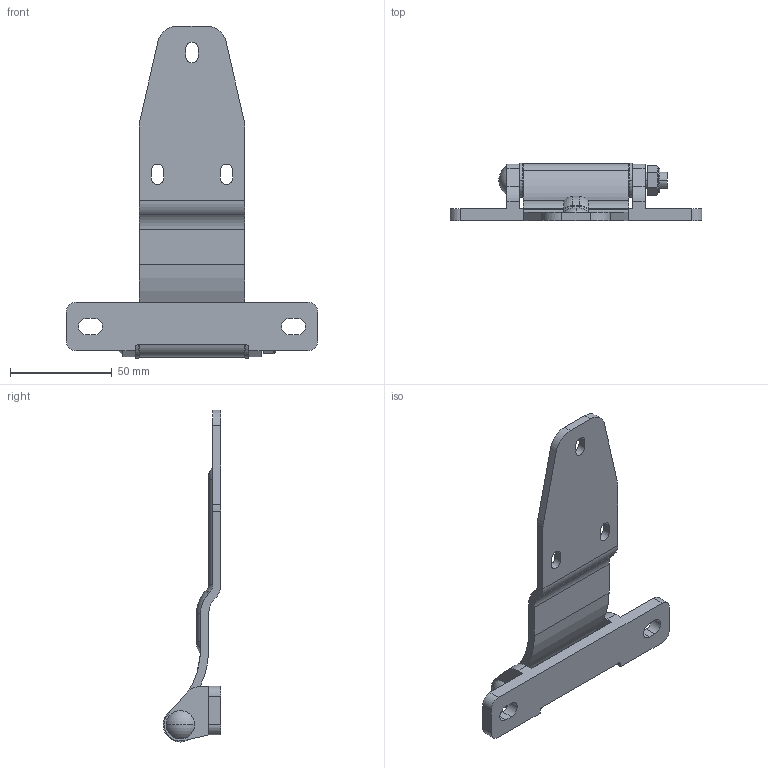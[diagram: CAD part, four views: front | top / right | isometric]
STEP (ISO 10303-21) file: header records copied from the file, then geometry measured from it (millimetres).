
FILE_DESCRIPTION (( 'STEP AP203' ), '1' );
FILE_NAME ('FB-1809-11.STEP', '2010-11-12T07:47:29', ( ' ' ), ( ' ' ), 'SwSTEP 2.0', 'SolidWorks 2007', '' );
FILE_SCHEMA (( 'CONFIG_CONTROL_DESIGN' ));
Length unit declared in the file: millimetre
Products named in the file (6): FB-1809-11僸儞僕庴__棉太倌; FB-1809-11僸儞僕__棉太倌; FB-1809-11; FB-1809-11僔儍僼僩__棉太倌; FB-1809-11儚僢僔儍乕__棉太倌; FB-1809-11僫僢僩__棉太倌
Assembly tree (6 placements, depth 2):
  FB-1809-11
    FB-1809-11僫僢僩__棉太倌
    FB-1809-11僸儞僕庴__棉太倌
    FB-1809-11僸儞僕__棉太倌
    FB-1809-11僔儍僼僩__棉太倌
    FB-1809-11儚僢僔儍乕__棉太倌  x2
Bounding box: 124 x 28.5 x 163.5 mm (x, y, z)
Volume: 64149.2 mm3; surface area: 33737.6 mm2
Topology: 6 solids, 6 shells, 148 faces, 379 edges, 245 vertices
Faces by surface type: cylinder 69, plane 63, torus 10, cone 2, bspline 2, sphere 2
Entity records: 5215 total; most frequent: CARTESIAN_POINT 935, DIRECTION 807, ORIENTED_EDGE 734, EDGE_CURVE 367, AXIS2_PLACEMENT_3D 301, VERTEX_POINT 237, VECTOR 205, LINE 205
